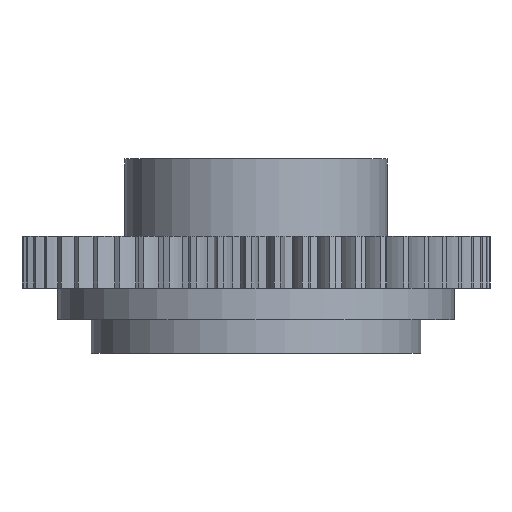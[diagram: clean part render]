
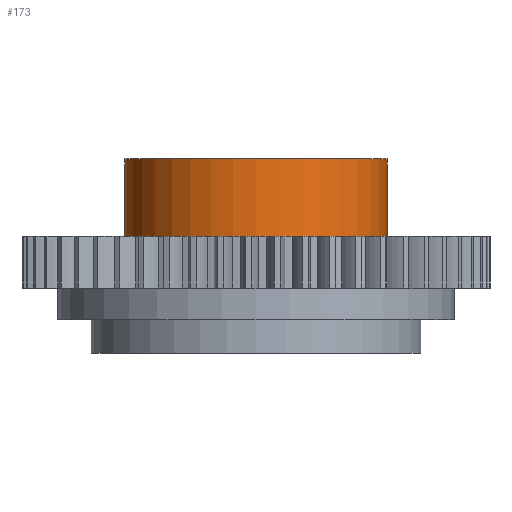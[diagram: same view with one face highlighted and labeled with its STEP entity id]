
A CAD part, front view. The second image highlights one B-rep face of the part: STEP entity #173.
In plain terms, the highlighted cylindrical face has radius 0.158 mm (diameter 0.316 mm), a partial arc.
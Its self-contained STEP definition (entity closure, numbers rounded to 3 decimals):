
#81=CARTESIAN_POINT('POINT7',(0.158,0.,0.155));
#82=VERTEX_POINT('VERTEX7',#81);
#83=CARTESIAN_POINT('POINT8',(-0.158,0.,
   0.155));
#84=VERTEX_POINT('VERTEX8',#83);
#85=CARTESIAN_POINT('POS8',(0.,0.,0.155));
#86=DIRECTION('DIR13',(0.,0.,1.));
#87=DIRECTION('DIR14',(1.,0.,0.));
#88=AXIS2_PLACEMENT_3D('AXIS6',#85,#86,#87);
#89=CIRCLE('ELLIPSE4',#88,0.158);
#90=EDGE_CURVE('EDGE9',#82,#84,#89,.F.);
#142=CARTESIAN_POINT('POINT11',(0.158,0.,0.062));
#143=VERTEX_POINT('VERTEX11',#142);
#144=CARTESIAN_POINT('POS14',(0.158,0.,0.062
   ));
#145=DIRECTION('DIR23',(0.,0.,1.));
#146=VECTOR('VEC5',#145,1.);
#147=LINE('STRAIGHT5',#144,#146);
#148=EDGE_CURVE('EDGE15',#143,#82,#147,.T.);
#149=ORIENTED_EDGE('COEDGE25',*,*,#148,.T.);
#150=ORIENTED_EDGE('COEDGE26',*,*,#90,.T.);
#151=CARTESIAN_POINT('POINT12',(-0.158,0.,
   0.062));
#152=VERTEX_POINT('VERTEX12',#151);
#153=CARTESIAN_POINT('POS15',(-0.158,0.,0.062
   ));
#154=DIRECTION('DIR24',(0.,0.,-1.));
#155=VECTOR('VEC6',#154,1.);
#156=LINE('STRAIGHT6',#153,#155);
#157=EDGE_CURVE('EDGE16',#84,#152,#156,.T.);
#158=ORIENTED_EDGE('COEDGE27',*,*,#157,.T.);
#159=CARTESIAN_POINT('POS16',(0.,0.,0.062));
#160=DIRECTION('DIR25',(0.,0.,1.));
#161=DIRECTION('DIR26',(-1.,0.,0.));
#162=AXIS2_PLACEMENT_3D('AXIS10',#159,#160,#161);
#163=CIRCLE('ELLIPSE6',#162,0.158);
#164=EDGE_CURVE('EDGE17',#152,#143,#163,.T.);
#165=ORIENTED_EDGE('COEDGE28',*,*,#164,.T.);
#166=EDGE_LOOP('NONE',(#149,#150,#158,#165));
#167=FACE_BOUND('LOOP1',#166,.T.);
#168=CARTESIAN_POINT('POS17',(0.,0.,0.062));
#169=DIRECTION('DIR27',(0.,0.,1.));
#170=DIRECTION('DIR28',(1.,0.,0.));
#171=AXIS2_PLACEMENT_3D('AXIS11',#168,#169,#170);
#172=CYLINDRICAL_SURFACE('CONE_SURF3',#171,0.158);
#173=ADVANCED_FACE('FACE7',(#167),#172,.T.);
